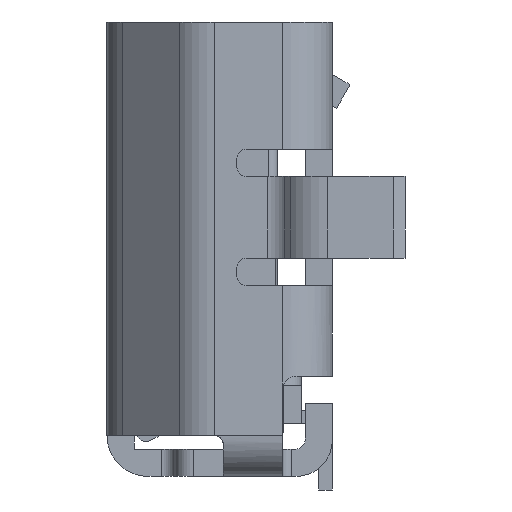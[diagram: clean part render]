
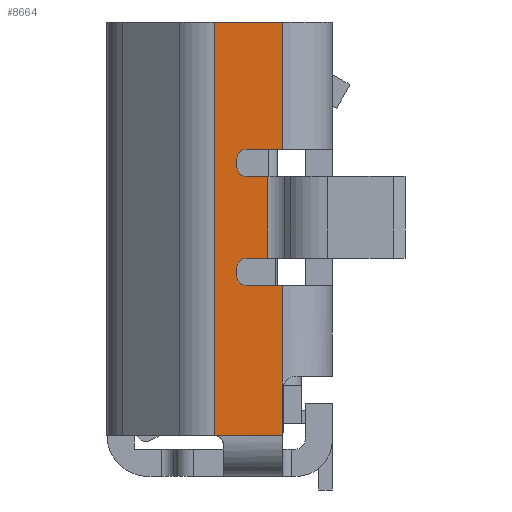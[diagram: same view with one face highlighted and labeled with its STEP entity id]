
A CAD part, left-side view. The second image highlights one B-rep face of the part: STEP entity #8664.
In plain terms, the highlighted planar face has unit normal (-1, 0, 0).
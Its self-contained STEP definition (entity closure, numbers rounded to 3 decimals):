
#108=DIRECTION('',(0.,-1.,0.));
#109=VECTOR('',#108,0.748);
#110=CARTESIAN_POINT('',(-3.76,-0.102,0.));
#111=LINE('',#110,#109);
#1943=DIRECTION('',(0.,0.,-1.));
#1944=VECTOR('',#1943,1.4);
#1945=CARTESIAN_POINT('',(-3.76,-0.85,0.));
#1946=LINE('',#1945,#1944);
#1952=DIRECTION('',(0.,0.,1.));
#1953=VECTOR('',#1952,1.15);
#1954=CARTESIAN_POINT('',(-3.76,-0.85,-4.05));
#1955=LINE('',#1954,#1953);
#2175=DIRECTION('',(0.,1.,0.));
#2176=VECTOR('',#2175,0.4);
#2177=CARTESIAN_POINT('',(-3.76,-0.85,-1.4));
#2178=LINE('',#2177,#2176);
#2179=DIRECTION('',(0.,0.,-1.));
#2180=VECTOR('',#2179,0.1);
#2181=CARTESIAN_POINT('',(-3.76,-0.35,-1.5));
#2182=LINE('',#2181,#2180);
#2183=DIRECTION('',(0.,0.,-1.));
#2184=VECTOR('',#2183,0.1);
#2185=CARTESIAN_POINT('',(-3.76,-0.35,-2.7));
#2186=LINE('',#2185,#2184);
#2187=DIRECTION('',(0.,1.,0.));
#2188=VECTOR('',#2187,0.4);
#2189=CARTESIAN_POINT('',(-3.76,-0.85,-2.9));
#2190=LINE('',#2189,#2188);
#2191=DIRECTION('',(0.,0.,1.));
#2192=VECTOR('',#2191,0.5);
#2193=CARTESIAN_POINT('',(-3.76,-0.85,-4.55));
#2194=LINE('',#2193,#2192);
#2195=DIRECTION('',(0.,0.,-1.));
#2196=VECTOR('',#2195,4.55);
#2197=CARTESIAN_POINT('',(-3.76,-0.102,0.));
#2198=LINE('',#2197,#2196);
#2199=CARTESIAN_POINT('',(-3.76,-0.45,-1.5));
#2200=DIRECTION('',(1.,0.,0.));
#2201=DIRECTION('',(0.,1.,0.));
#2202=AXIS2_PLACEMENT_3D('',#2199,#2200,#2201);
#2246=CARTESIAN_POINT('',(-3.76,-0.45,-2.8));
#2247=DIRECTION('',(1.,0.,0.));
#2248=DIRECTION('',(0.,0.,-1.));
#2249=AXIS2_PLACEMENT_3D('',#2246,#2247,#2248);
#2251=CARTESIAN_POINT('',(-3.76,-0.45,-2.7));
#2252=DIRECTION('',(1.,0.,0.));
#2253=DIRECTION('',(0.,1.,0.));
#2254=AXIS2_PLACEMENT_3D('',#2251,#2252,#2253);
#2265=DIRECTION('',(0.,-1.,0.));
#2266=VECTOR('',#2265,0.237);
#2267=CARTESIAN_POINT('',(-3.76,-0.45,-2.6));
#2268=LINE('',#2267,#2266);
#2381=DIRECTION('',(0.,0.,1.));
#2382=VECTOR('',#2381,0.9);
#2383=CARTESIAN_POINT('',(-3.76,-0.687,-2.6));
#2384=LINE('',#2383,#2382);
#2441=DIRECTION('',(0.,-1.,0.));
#2442=VECTOR('',#2441,0.237);
#2443=CARTESIAN_POINT('',(-3.76,-0.45,-1.7));
#2444=LINE('',#2443,#2442);
#2510=CARTESIAN_POINT('',(-3.76,-0.45,-1.6));
#2511=DIRECTION('',(1.,0.,0.));
#2512=DIRECTION('',(0.,0.,-1.));
#2513=AXIS2_PLACEMENT_3D('',#2510,#2511,#2512);
#3370=DIRECTION('',(0.,-1.,0.));
#3371=VECTOR('',#3370,0.748);
#3372=CARTESIAN_POINT('',(-3.76,-0.102,
-4.55));
#3373=LINE('',#3372,#3371);
#4638=CARTESIAN_POINT('',(-3.76,-0.102,0.));
#4639=VERTEX_POINT('',#4638);
#4640=CARTESIAN_POINT('',(-3.76,-0.85,0.));
#4641=VERTEX_POINT('',#4640);
#4678=CARTESIAN_POINT('',(-3.76,-0.85,-2.9));
#4680=VERTEX_POINT('',#4678);
#4682=CARTESIAN_POINT('',(-3.76,-0.85,-1.4));
#4684=VERTEX_POINT('',#4682);
#4726=CARTESIAN_POINT('',(-3.76,-0.687,-2.6));
#4728=VERTEX_POINT('',#4726);
#4758=CARTESIAN_POINT('',(-3.76,-0.687,-1.7));
#4760=VERTEX_POINT('',#4758);
#4836=CARTESIAN_POINT('',(-3.76,-0.85,-4.55));
#4837=VERTEX_POINT('',#4836);
#4983=CARTESIAN_POINT('',(-3.76,-0.35,-2.8));
#4985=VERTEX_POINT('',#4983);
#4987=CARTESIAN_POINT('',(-3.76,-0.45,-2.9));
#4989=VERTEX_POINT('',#4987);
#4990=CARTESIAN_POINT('',(-3.76,-0.35,-2.7));
#4992=VERTEX_POINT('',#4990);
#4994=CARTESIAN_POINT('',(-3.76,-0.45,-2.6));
#4996=VERTEX_POINT('',#4994);
#4998=CARTESIAN_POINT('',(-3.76,-0.35,-1.5));
#5000=VERTEX_POINT('',#4998);
#5002=CARTESIAN_POINT('',(-3.76,-0.45,-1.4));
#5004=VERTEX_POINT('',#5002);
#5007=CARTESIAN_POINT('',(-3.76,-0.35,-1.6));
#5009=VERTEX_POINT('',#5007);
#5011=CARTESIAN_POINT('',(-3.76,-0.45,-1.7));
#5013=VERTEX_POINT('',#5011);
#5351=CARTESIAN_POINT('',(-3.76,-0.85,-4.05));
#5353=VERTEX_POINT('',#5351);
#5367=CARTESIAN_POINT('',(-3.76,-0.102,
-4.55));
#5368=VERTEX_POINT('',#5367);
#8629=CARTESIAN_POINT('',(-3.76,-0.102,0.));
#8630=DIRECTION('',(-1.,0.,0.));
#8631=DIRECTION('',(0.,-1.,0.));
#8632=AXIS2_PLACEMENT_3D('',#8629,#8630,#8631);
#8633=PLANE('',#8632);
#8634=ORIENTED_EDGE('',*,*,#8233,.T.);
#8636=ORIENTED_EDGE('',*,*,#8635,.F.);
#8638=ORIENTED_EDGE('',*,*,#8637,.T.);
#8640=ORIENTED_EDGE('',*,*,#8639,.F.);
#8642=ORIENTED_EDGE('',*,*,#8641,.T.);
#8644=ORIENTED_EDGE('',*,*,#8643,.F.);
#8646=ORIENTED_EDGE('',*,*,#8645,.F.);
#8648=ORIENTED_EDGE('',*,*,#8647,.F.);
#8650=ORIENTED_EDGE('',*,*,#8649,.T.);
#8652=ORIENTED_EDGE('',*,*,#8651,.F.);
#8653=ORIENTED_EDGE('',*,*,#8619,.F.);
#8654=ORIENTED_EDGE('',*,*,#8213,.F.);
#8655=ORIENTED_EDGE('',*,*,#7784,.F.);
#8657=ORIENTED_EDGE('',*,*,#8656,.F.);
#8659=ORIENTED_EDGE('',*,*,#8658,.F.);
#8660=ORIENTED_EDGE('',*,*,#6035,.T.);
#8661=ORIENTED_EDGE('',*,*,#8198,.T.);
#8662=EDGE_LOOP('',(#8634,#8636,#8638,#8640,#8642,#8644,#8646,#8648,#8650,#8652,
#8653,#8654,#8655,#8657,#8659,#8660,#8661));
#8663=FACE_OUTER_BOUND('',#8662,.F.);
#8664=ADVANCED_FACE('',(#8663),#8633,.T.);
#2203=CIRCLE('',#2202,0.1);
#2250=CIRCLE('',#2249,0.1);
#2255=CIRCLE('',#2254,0.1);
#2514=CIRCLE('',#2513,0.1);
#6035=EDGE_CURVE('',#4639,#4641,#111,.T.);
#7784=EDGE_CURVE('',#4837,#5353,#2194,.T.);
#8198=EDGE_CURVE('',#4641,#4684,#1946,.T.);
#8213=EDGE_CURVE('',#5353,#4680,#1955,.T.);
#8233=EDGE_CURVE('',#4684,#5004,#2178,.T.);
#8619=EDGE_CURVE('',#4680,#4989,#2190,.T.);
#8635=EDGE_CURVE('',#5000,#5004,#2203,.T.);
#8637=EDGE_CURVE('',#5000,#5009,#2182,.T.);
#8639=EDGE_CURVE('',#5013,#5009,#2514,.T.);
#8641=EDGE_CURVE('',#5013,#4760,#2444,.T.);
#8643=EDGE_CURVE('',#4728,#4760,#2384,.T.);
#8645=EDGE_CURVE('',#4996,#4728,#2268,.T.);
#8647=EDGE_CURVE('',#4992,#4996,#2255,.T.);
#8649=EDGE_CURVE('',#4992,#4985,#2186,.T.);
#8651=EDGE_CURVE('',#4989,#4985,#2250,.T.);
#8656=EDGE_CURVE('',#5368,#4837,#3373,.T.);
#8658=EDGE_CURVE('',#4639,#5368,#2198,.T.);
